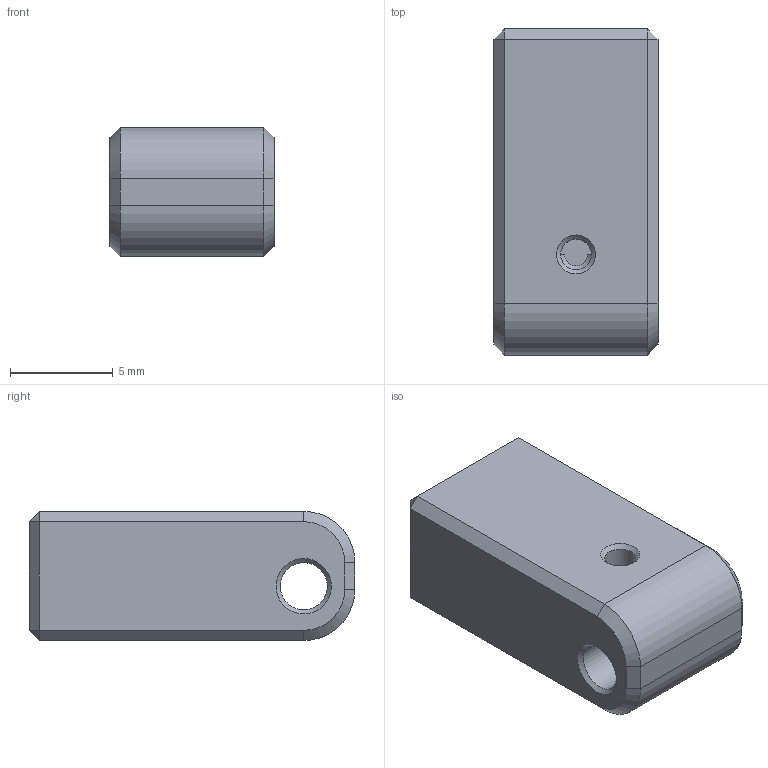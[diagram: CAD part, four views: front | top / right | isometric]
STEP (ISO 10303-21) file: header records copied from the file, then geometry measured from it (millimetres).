
FILE_DESCRIPTION(/* description */ ('Unknown'),/* implementation_level */ '2;1');
FILE_NAME(/* name */ 'Messerhalter',/* time_stamp */ '2023-05-19T10:30:57+02:00',/* author */ ('Unknown'),/* organization */ ('Unknown'),/* preprocessor_version */ 'ST-DEVELOPER v16.7',/* originating_system */ 'Solid Edge',/* authorisation */ 'Unknown');
FILE_SCHEMA (('AUTOMOTIVE_DESIGN {1 0 10303 214 3 1 1}'));
Length unit declared in the file: millimetre
Products named in the file (1): Messerhalter
Bounding box: 8 x 15.9 x 6.3 mm (x, y, z)
Volume: 684.7 mm3; surface area: 708.9 mm2
Topology: 1 solids, 1 shells, 43 faces, 96 edges, 55 vertices
Faces by surface type: plane 30, cone 9, cylinder 4
Full cylindrical faces by diameter (mm): 1.5 x1, 2.3 x1
Entity records: 1158 total; most frequent: DIRECTION 196, CARTESIAN_POINT 188, ORIENTED_EDGE 180, EDGE_CURVE 90, LINE 72, VECTOR 72, AXIS2_PLACEMENT_3D 62, VERTEX_POINT 54
